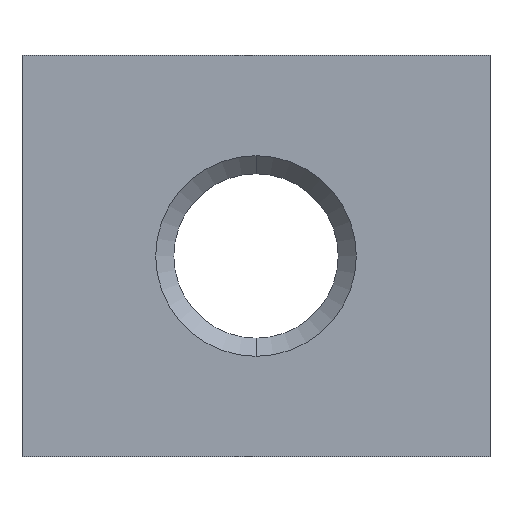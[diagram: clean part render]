
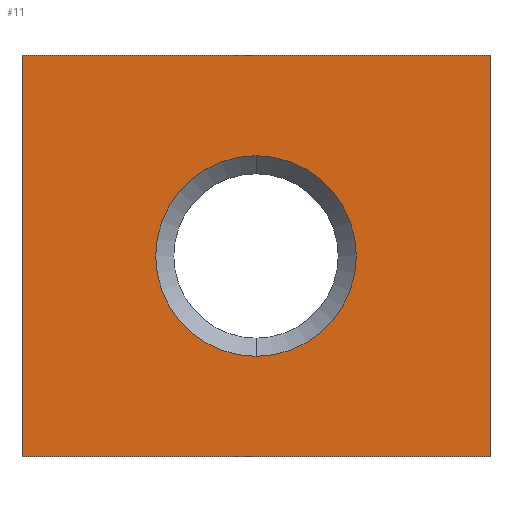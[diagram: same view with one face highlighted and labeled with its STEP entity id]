
A CAD part, front view. The second image highlights one B-rep face of the part: STEP entity #11.
In plain terms, the highlighted planar face has unit normal (0, -1, 0).
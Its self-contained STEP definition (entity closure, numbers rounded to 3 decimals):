
#1 = ORIENTED_EDGE ( 'NONE', *, *, #233, .T. ) ;
#11 = ADVANCED_FACE ( 'PLANAR_1', ( #87, #203 ), #287, .F. ) ;
#12 = VERTEX_POINT ( 'NONE', #173 ) ;
#18 = CARTESIAN_POINT ( 'NONE',  ( 7., -3., 6. ) ) ;
#23 = DIRECTION ( 'NONE',  ( 1., 0., 0. ) ) ;
#32 = AXIS2_PLACEMENT_3D ( 'NONE', #118, #236, #315 ) ;
#44 = CARTESIAN_POINT ( 'NONE',  ( 7., -3., 6. ) ) ;
#54 = VERTEX_POINT ( 'NONE', #44 ) ;
#71 = CARTESIAN_POINT ( 'NONE',  ( 7., -3., -6. ) ) ;
#77 = VERTEX_POINT ( 'NONE', #296 ) ;
#78 = LINE ( 'NONE', #230, #294 ) ;
#80 = VERTEX_POINT ( 'NONE', #209 ) ;
#87 = FACE_OUTER_BOUND ( 'NONE', #259, .T. ) ;
#95 = CARTESIAN_POINT ( 'NONE',  ( 7., -3., -6. ) ) ;
#104 = CARTESIAN_POINT ( 'NONE',  ( -7., -3., 6. ) ) ;
#107 = CARTESIAN_POINT ( 'NONE',  ( 0., -3., 0. ) ) ;
#112 = ORIENTED_EDGE ( 'NONE', *, *, #169, .F. ) ;
#117 = EDGE_CURVE ( 'NONE', #54, #132, #298, .T. ) ;
#118 = CARTESIAN_POINT ( 'NONE',  ( -7., -3., 6. ) ) ;
#122 = CIRCLE ( 'NONE', #325, 3. ) ;
#125 = VECTOR ( 'NONE', #322, 1000. ) ;
#132 = VERTEX_POINT ( 'NONE', #95 ) ;
#142 = AXIS2_PLACEMENT_3D ( 'NONE', #107, #196, #254 ) ;
#159 = DIRECTION ( 'NONE',  ( 0., 0., 1. ) ) ;
#164 = VERTEX_POINT ( 'NONE', #242 ) ;
#169 = EDGE_CURVE ( 'NONE', #132, #80, #326, .T. ) ;
#173 = CARTESIAN_POINT ( 'NONE',  ( -7., -3., 6. ) ) ;
#174 = DIRECTION ( 'NONE',  ( 0., 0., 1. ) ) ;
#184 = DIRECTION ( 'NONE',  ( -1., 0., 0. ) ) ;
#189 = ORIENTED_EDGE ( 'NONE', *, *, #117, .F. ) ;
#196 = DIRECTION ( 'NONE',  ( 0., 1., 0. ) ) ;
#203 = FACE_BOUND ( 'NONE', #336, .T. ) ;
#207 = ORIENTED_EDGE ( 'NONE', *, *, #335, .F. ) ;
#209 = CARTESIAN_POINT ( 'NONE',  ( -7., -3., -6. ) ) ;
#210 = EDGE_CURVE ( 'NONE', #12, #54, #302, .T. ) ;
#217 = CIRCLE ( 'NONE', #142, 3. ) ;
#220 = EDGE_CURVE ( 'NONE', #77, #164, #217, .T. ) ;
#225 = DIRECTION ( 'NONE',  ( 0., 1., 0. ) ) ;
#230 = CARTESIAN_POINT ( 'NONE',  ( -7., -3., -6. ) ) ;
#233 = EDGE_CURVE ( 'NONE', #164, #77, #122, .T. ) ;
#236 = DIRECTION ( 'NONE',  ( 0., 1., 0. ) ) ;
#242 = CARTESIAN_POINT ( 'NONE',  ( 0., -3., 3. ) ) ;
#254 = DIRECTION ( 'NONE',  ( 0., 0., 1. ) ) ;
#257 = ORIENTED_EDGE ( 'NONE', *, *, #210, .F. ) ;
#259 = EDGE_LOOP ( 'NONE', ( #207, #112, #189, #257 ) ) ;
#287 = PLANE ( 'NONE',  #32 ) ;
#294 = VECTOR ( 'NONE', #174, 1000. ) ;
#296 = CARTESIAN_POINT ( 'NONE',  ( 0., -3., -3. ) ) ;
#298 = LINE ( 'NONE', #18, #125 ) ;
#299 = VECTOR ( 'NONE', #184, 1000. ) ;
#302 = LINE ( 'NONE', #104, #343 ) ;
#310 = ORIENTED_EDGE ( 'NONE', *, *, #220, .T. ) ;
#315 = DIRECTION ( 'NONE',  ( 0., 0., 1. ) ) ;
#322 = DIRECTION ( 'NONE',  ( 0., 0., -1. ) ) ;
#325 = AXIS2_PLACEMENT_3D ( 'NONE', #356, #225, #159 ) ;
#326 = LINE ( 'NONE', #71, #299 ) ;
#335 = EDGE_CURVE ( 'NONE', #80, #12, #78, .T. ) ;
#336 = EDGE_LOOP ( 'NONE', ( #310, #1 ) ) ;
#343 = VECTOR ( 'NONE', #23, 1000. ) ;
#356 = CARTESIAN_POINT ( 'NONE',  ( 0., -3., 0. ) ) ;
